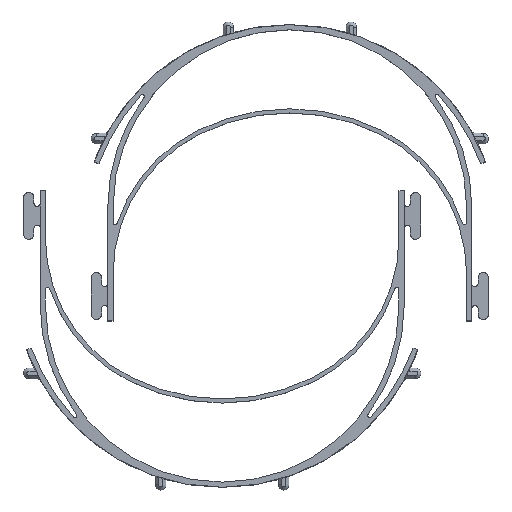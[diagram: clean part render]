
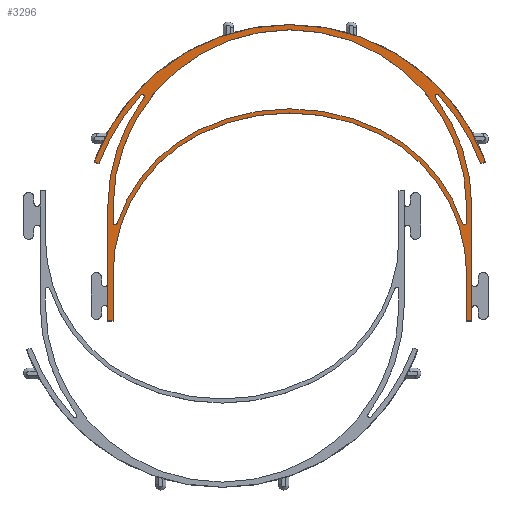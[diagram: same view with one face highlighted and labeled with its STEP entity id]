
A CAD part, top view. The second image highlights one B-rep face of the part: STEP entity #3296.
In plain terms, the highlighted planar face has unit normal (0, 0, 1).
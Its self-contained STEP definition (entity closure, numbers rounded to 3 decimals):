
#44=FACE_BOUND('',#532,.T.);
#344=FACE_OUTER_BOUND('',#531,.T.);
#531=EDGE_LOOP('',(#2983,#2984,#2985,#2986,#2987,#2988,#2989,#2990,#2991,
#2992,#2993,#2994,#2995,#2996,#2997,#2998,#2999,#3000));
#532=EDGE_LOOP('',(#3001,#3002,#3003,#3004,#3005,#3006,#3007,#3008));
#629=CIRCLE('',#3559,1.);
#630=CIRCLE('',#3561,97.5);
#631=CIRCLE('',#3564,100.);
#636=CIRCLE('',#3587,97.5);
#637=CIRCLE('',#3589,1.);
#638=CIRCLE('',#3591,87.5);
#639=CIRCLE('',#3594,1.);
#652=CIRCLE('',#3660,87.5);
#653=CIRCLE('',#3663,77.);
#654=CIRCLE('',#3665,99.5);
#655=CIRCLE('',#3667,77.);
#656=CIRCLE('',#3671,75.);
#657=CIRCLE('',#3673,97.5);
#658=CIRCLE('',#3675,75.);
#659=CIRCLE('',#3679,1.);
#660=CIRCLE('',#3682,85.);
#856=LINE('',#5413,#1148);
#867=LINE('',#5473,#1159);
#872=LINE('',#5490,#1164);
#933=LINE('',#5651,#1225);
#938=LINE('',#5667,#1230);
#940=LINE('',#5671,#1232);
#945=LINE('',#5687,#1237);
#947=LINE('',#5690,#1239);
#949=LINE('',#5697,#1241);
#952=LINE('',#5704,#1244);
#1148=VECTOR('',#4385,10.);
#1159=VECTOR('',#4442,10.);
#1164=VECTOR('',#4461,10.);
#1225=VECTOR('',#4660,10.);
#1230=VECTOR('',#4679,10.);
#1232=VECTOR('',#4683,10.);
#1237=VECTOR('',#4702,10.);
#1239=VECTOR('',#4706,10.);
#1241=VECTOR('',#4714,10.);
#1244=VECTOR('',#4723,10.);
#1479=VERTEX_POINT('',#5402);
#1480=VERTEX_POINT('',#5403);
#1481=VERTEX_POINT('',#5408);
#1482=VERTEX_POINT('',#5412);
#1483=VERTEX_POINT('',#5416);
#1508=VERTEX_POINT('',#5472);
#1509=VERTEX_POINT('',#5476);
#1510=VERTEX_POINT('',#5480);
#1511=VERTEX_POINT('',#5484);
#1512=VERTEX_POINT('',#5488);
#1513=VERTEX_POINT('',#5489);
#1515=VERTEX_POINT('',#5497);
#1516=VERTEX_POINT('',#5498);
#1544=VERTEX_POINT('',#5650);
#1545=VERTEX_POINT('',#5654);
#1546=VERTEX_POINT('',#5658);
#1547=VERTEX_POINT('',#5662);
#1548=VERTEX_POINT('',#5666);
#1549=VERTEX_POINT('',#5670);
#1550=VERTEX_POINT('',#5674);
#1551=VERTEX_POINT('',#5678);
#1552=VERTEX_POINT('',#5682);
#1553=VERTEX_POINT('',#5686);
#1554=VERTEX_POINT('',#5692);
#1555=VERTEX_POINT('',#5696);
#1556=VERTEX_POINT('',#5700);
#1889=EDGE_CURVE('',#1479,#1480,#629,.T.);
#1892=EDGE_CURVE('',#1481,#1479,#630,.T.);
#1894=EDGE_CURVE('',#1482,#1481,#856,.T.);
#1896=EDGE_CURVE('',#1483,#1482,#631,.T.);
#1926=EDGE_CURVE('',#1508,#1483,#867,.T.);
#1928=EDGE_CURVE('',#1509,#1508,#636,.T.);
#1930=EDGE_CURVE('',#1510,#1509,#637,.T.);
#1932=EDGE_CURVE('',#1511,#1510,#638,.T.);
#1934=EDGE_CURVE('',#1512,#1513,#872,.T.);
#1939=EDGE_CURVE('',#1515,#1516,#639,.T.);
#2012=EDGE_CURVE('',#1480,#1512,#652,.T.);
#2013=EDGE_CURVE('',#1544,#1511,#933,.T.);
#2015=EDGE_CURVE('',#1516,#1545,#653,.T.);
#2017=EDGE_CURVE('',#1545,#1546,#654,.T.);
#2019=EDGE_CURVE('',#1546,#1547,#655,.T.);
#2021=EDGE_CURVE('',#1513,#1548,#938,.T.);
#2023=EDGE_CURVE('',#1548,#1549,#940,.T.);
#2025=EDGE_CURVE('',#1549,#1550,#656,.T.);
#2027=EDGE_CURVE('',#1550,#1551,#657,.T.);
#2029=EDGE_CURVE('',#1551,#1552,#658,.T.);
#2031=EDGE_CURVE('',#1552,#1553,#945,.T.);
#2033=EDGE_CURVE('',#1553,#1544,#947,.T.);
#2034=EDGE_CURVE('',#1547,#1554,#659,.T.);
#2036=EDGE_CURVE('',#1554,#1555,#949,.T.);
#2038=EDGE_CURVE('',#1555,#1556,#660,.T.);
#2040=EDGE_CURVE('',#1556,#1515,#952,.T.);
#2983=ORIENTED_EDGE('',*,*,#2013,.T.);
#2984=ORIENTED_EDGE('',*,*,#1932,.T.);
#2985=ORIENTED_EDGE('',*,*,#1930,.T.);
#2986=ORIENTED_EDGE('',*,*,#1928,.T.);
#2987=ORIENTED_EDGE('',*,*,#1926,.T.);
#2988=ORIENTED_EDGE('',*,*,#1896,.T.);
#2989=ORIENTED_EDGE('',*,*,#1894,.T.);
#2990=ORIENTED_EDGE('',*,*,#1892,.T.);
#2991=ORIENTED_EDGE('',*,*,#1889,.T.);
#2992=ORIENTED_EDGE('',*,*,#2012,.T.);
#2993=ORIENTED_EDGE('',*,*,#1934,.T.);
#2994=ORIENTED_EDGE('',*,*,#2021,.T.);
#2995=ORIENTED_EDGE('',*,*,#2023,.T.);
#2996=ORIENTED_EDGE('',*,*,#2025,.T.);
#2997=ORIENTED_EDGE('',*,*,#2027,.T.);
#2998=ORIENTED_EDGE('',*,*,#2029,.T.);
#2999=ORIENTED_EDGE('',*,*,#2031,.T.);
#3000=ORIENTED_EDGE('',*,*,#2033,.T.);
#3001=ORIENTED_EDGE('',*,*,#2034,.T.);
#3002=ORIENTED_EDGE('',*,*,#2036,.T.);
#3003=ORIENTED_EDGE('',*,*,#2038,.T.);
#3004=ORIENTED_EDGE('',*,*,#2040,.T.);
#3005=ORIENTED_EDGE('',*,*,#1939,.T.);
#3006=ORIENTED_EDGE('',*,*,#2015,.T.);
#3007=ORIENTED_EDGE('',*,*,#2017,.T.);
#3008=ORIENTED_EDGE('',*,*,#2019,.T.);
#3116=PLANE('',#3684);
#3296=ADVANCED_FACE('',(#344,#44),#3116,.T.);
#3559=AXIS2_PLACEMENT_3D('',#5404,#4374,#4375);
#3561=AXIS2_PLACEMENT_3D('',#5409,#4380,#4381);
#3564=AXIS2_PLACEMENT_3D('',#5417,#4389,#4390);
#3587=AXIS2_PLACEMENT_3D('',#5477,#4446,#4447);
#3589=AXIS2_PLACEMENT_3D('',#5481,#4451,#4452);
#3591=AXIS2_PLACEMENT_3D('',#5485,#4456,#4457);
#3594=AXIS2_PLACEMENT_3D('',#5499,#4468,#4469);
#3660=AXIS2_PLACEMENT_3D('',#5648,#4656,#4657);
#3663=AXIS2_PLACEMENT_3D('',#5655,#4664,#4665);
#3665=AXIS2_PLACEMENT_3D('',#5659,#4669,#4670);
#3667=AXIS2_PLACEMENT_3D('',#5663,#4674,#4675);
#3671=AXIS2_PLACEMENT_3D('',#5675,#4687,#4688);
#3673=AXIS2_PLACEMENT_3D('',#5679,#4692,#4693);
#3675=AXIS2_PLACEMENT_3D('',#5683,#4697,#4698);
#3679=AXIS2_PLACEMENT_3D('',#5693,#4709,#4710);
#3682=AXIS2_PLACEMENT_3D('',#5701,#4718,#4719);
#3684=AXIS2_PLACEMENT_3D('',#5705,#4724,#4725);
#4374=DIRECTION('center_axis',(0.,0.,-1.));
#4375=DIRECTION('ref_axis',(0.801,-0.598,0.));
#4380=DIRECTION('center_axis',(0.,0.,-1.));
#4381=DIRECTION('ref_axis',(-0.928,0.373,0.));
#4385=DIRECTION('',(0.941,-0.339,0.));
#4389=DIRECTION('center_axis',(0.,0.,1.));
#4390=DIRECTION('ref_axis',(0.941,0.339,0.));
#4442=DIRECTION('',(0.941,0.339,0.));
#4446=DIRECTION('center_axis',(0.,0.,-1.));
#4447=DIRECTION('ref_axis',(0.928,0.373,0.));
#4451=DIRECTION('center_axis',(0.,0.,-1.));
#4452=DIRECTION('ref_axis',(0.735,0.678,0.));
#4456=DIRECTION('center_axis',(0.,0.,1.));
#4457=DIRECTION('ref_axis',(1.,0.,0.));
#4461=DIRECTION('',(0.,-1.,0.));
#4468=DIRECTION('center_axis',(0.,0.,-1.));
#4469=DIRECTION('ref_axis',(-0.949,-0.316,0.));
#4656=DIRECTION('center_axis',(0.,0.,1.));
#4657=DIRECTION('ref_axis',(-0.801,0.598,0.));
#4660=DIRECTION('',(0.,1.,0.));
#4664=DIRECTION('center_axis',(0.,0.,1.));
#4665=DIRECTION('ref_axis',(0.949,0.316,0.));
#4669=DIRECTION('center_axis',(0.,0.,1.));
#4670=DIRECTION('ref_axis',(0.444,0.896,0.));
#4674=DIRECTION('center_axis',(0.,0.,1.));
#4675=DIRECTION('ref_axis',(-0.444,0.896,0.));
#4679=DIRECTION('',(1.,0.,0.));
#4683=DIRECTION('',(0.,1.,0.));
#4687=DIRECTION('center_axis',(0.,0.,-1.));
#4688=DIRECTION('ref_axis',(-0.444,0.896,0.));
#4692=DIRECTION('center_axis',(0.,0.,-1.));
#4693=DIRECTION('ref_axis',(0.444,0.896,0.));
#4697=DIRECTION('center_axis',(0.,0.,-1.));
#4698=DIRECTION('ref_axis',(1.,0.,0.));
#4702=DIRECTION('',(0.,-1.,0.));
#4706=DIRECTION('',(1.,0.,0.));
#4709=DIRECTION('center_axis',(0.,0.,-1.));
#4710=DIRECTION('ref_axis',(-1.,0.,0.));
#4714=DIRECTION('',(0.,1.,0.));
#4718=DIRECTION('center_axis',(0.,0.,-1.));
#4719=DIRECTION('ref_axis',(1.,0.,0.));
#4723=DIRECTION('',(0.,-1.,0.));
#4724=DIRECTION('center_axis',(0.,0.,1.));
#4725=DIRECTION('ref_axis',(1.,0.,0.));
#5402=CARTESIAN_POINT('',(-44.949,26.114,1.));
#5403=CARTESIAN_POINT('',(-43.413,24.837,1.));
#5404=CARTESIAN_POINT('Origin',(-44.214,25.436,1.));
#5408=CARTESIAN_POINT('',(-65.03,-6.967,1.));
#5409=CARTESIAN_POINT('Origin',(26.698,-40.014,1.));
#5412=CARTESIAN_POINT('',(-67.382,-6.12,1.));
#5413=CARTESIAN_POINT('',(-23.851,-21.803,1.));
#5416=CARTESIAN_POINT('',(120.779,-6.12,1.));
#5417=CARTESIAN_POINT('Origin',(26.698,-40.014,1.));
#5472=CARTESIAN_POINT('',(118.427,-6.967,1.));
#5473=CARTESIAN_POINT('',(78.424,-21.379,1.));
#5476=CARTESIAN_POINT('',(98.346,26.114,1.));
#5477=CARTESIAN_POINT('Origin',(26.698,-40.014,1.));
#5480=CARTESIAN_POINT('',(96.809,24.837,1.));
#5481=CARTESIAN_POINT('Origin',(97.611,25.436,1.));
#5484=CARTESIAN_POINT('',(114.198,-27.514,1.));
#5485=CARTESIAN_POINT('Origin',(26.698,-27.514,1.));
#5488=CARTESIAN_POINT('',(-60.802,-27.514,1.));
#5489=CARTESIAN_POINT('',(-60.802,-82.514,1.));
#5490=CARTESIAN_POINT('',(-60.802,-46.571,1.));
#5497=CARTESIAN_POINT('',(111.698,-35.201,1.));
#5498=CARTESIAN_POINT('',(109.75,-35.517,1.));
#5499=CARTESIAN_POINT('Origin',(110.698,-35.201,1.));
#5648=CARTESIAN_POINT('Origin',(26.698,-27.514,1.));
#5650=CARTESIAN_POINT('',(114.198,-82.514,1.));
#5651=CARTESIAN_POINT('',(114.198,-19.071,1.));
#5654=CARTESIAN_POINT('',(70.921,9.119,1.));
#5655=CARTESIAN_POINT('Origin',(36.698,-59.859,1.));
#5658=CARTESIAN_POINT('',(-17.524,9.119,1.));
#5659=CARTESIAN_POINT('Origin',(26.698,-80.014,1.));
#5662=CARTESIAN_POINT('',(-56.353,-35.517,1.));
#5663=CARTESIAN_POINT('Origin',(16.698,-59.859,1.));
#5666=CARTESIAN_POINT('',(-58.302,-82.514,1.));
#5667=CARTESIAN_POINT('',(-15.802,-82.514,1.));
#5670=CARTESIAN_POINT('',(-58.302,-59.859,1.));
#5671=CARTESIAN_POINT('',(-58.302,-35.244,1.));
#5674=CARTESIAN_POINT('',(-16.635,7.327,1.));
#5675=CARTESIAN_POINT('Origin',(16.698,-59.859,1.));
#5678=CARTESIAN_POINT('',(70.032,7.327,1.));
#5679=CARTESIAN_POINT('Origin',(26.698,-80.014,1.));
#5682=CARTESIAN_POINT('',(111.698,-59.859,1.));
#5683=CARTESIAN_POINT('Origin',(36.698,-59.859,1.));
#5686=CARTESIAN_POINT('',(111.698,-82.514,1.));
#5687=CARTESIAN_POINT('',(111.698,-46.571,1.));
#5690=CARTESIAN_POINT('',(70.448,-82.514,1.));
#5692=CARTESIAN_POINT('',(-58.302,-35.201,1.));
#5693=CARTESIAN_POINT('Origin',(-57.302,-35.201,1.));
#5696=CARTESIAN_POINT('',(-58.302,-27.514,1.));
#5697=CARTESIAN_POINT('',(-58.302,-19.071,1.));
#5700=CARTESIAN_POINT('',(111.698,-27.514,1.));
#5701=CARTESIAN_POINT('Origin',(26.698,-27.514,1.));
#5704=CARTESIAN_POINT('',(111.698,-22.915,1.));
#5705=CARTESIAN_POINT('Origin',(26.698,-10.628,1.));
